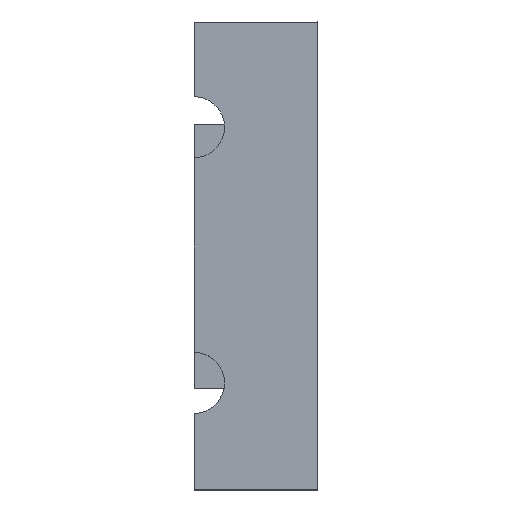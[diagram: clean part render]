
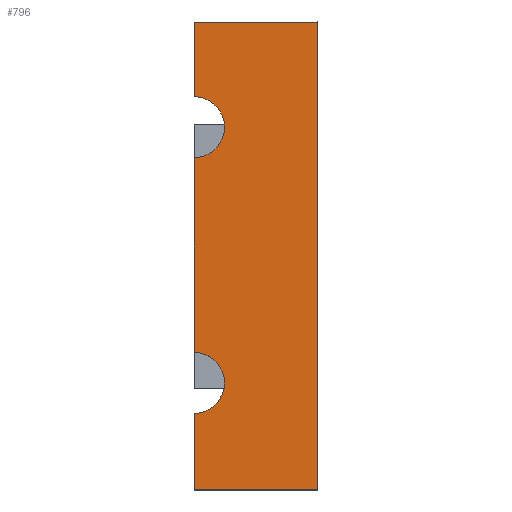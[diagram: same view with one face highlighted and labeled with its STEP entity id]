
A CAD part, top view. The second image highlights one B-rep face of the part: STEP entity #796.
In plain terms, the highlighted planar face has unit normal (0, 0, 1).
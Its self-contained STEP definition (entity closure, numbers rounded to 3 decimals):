
#44=FACE_OUTER_BOUND('',#85,.T.);
#85=EDGE_LOOP('',(#563,#564,#565,#566,#567,#568,#569,#570));
#132=CIRCLE('',#859,1.5);
#133=CIRCLE('',#861,1.5);
#158=LINE('',#1175,#248);
#169=LINE('',#1210,#259);
#170=LINE('',#1212,#260);
#171=LINE('',#1214,#261);
#172=LINE('',#1215,#262);
#173=LINE('',#1216,#263);
#248=VECTOR('',#941,10.);
#259=VECTOR('',#974,10.);
#260=VECTOR('',#975,10.);
#261=VECTOR('',#976,10.);
#262=VECTOR('',#977,10.);
#263=VECTOR('',#978,10.);
#341=VERTEX_POINT('',#1172);
#342=VERTEX_POINT('',#1174);
#352=VERTEX_POINT('',#1199);
#353=VERTEX_POINT('',#1201);
#354=VERTEX_POINT('',#1205);
#355=VERTEX_POINT('',#1209);
#356=VERTEX_POINT('',#1211);
#357=VERTEX_POINT('',#1213);
#421=EDGE_CURVE('',#342,#341,#158,.T.);
#434=EDGE_CURVE('',#353,#352,#132,.T.);
#437=EDGE_CURVE('',#341,#354,#133,.T.);
#438=EDGE_CURVE('',#352,#355,#169,.T.);
#439=EDGE_CURVE('',#355,#356,#170,.T.);
#440=EDGE_CURVE('',#356,#357,#171,.T.);
#441=EDGE_CURVE('',#357,#342,#172,.T.);
#442=EDGE_CURVE('',#354,#353,#173,.T.);
#563=ORIENTED_EDGE('',*,*,#438,.T.);
#564=ORIENTED_EDGE('',*,*,#439,.T.);
#565=ORIENTED_EDGE('',*,*,#440,.T.);
#566=ORIENTED_EDGE('',*,*,#441,.T.);
#567=ORIENTED_EDGE('',*,*,#421,.T.);
#568=ORIENTED_EDGE('',*,*,#437,.T.);
#569=ORIENTED_EDGE('',*,*,#442,.T.);
#570=ORIENTED_EDGE('',*,*,#434,.T.);
#765=PLANE('',#862);
#796=ADVANCED_FACE('',(#44),#765,.T.);
#859=AXIS2_PLACEMENT_3D('',#1202,#964,#965);
#861=AXIS2_PLACEMENT_3D('',#1207,#970,#971);
#862=AXIS2_PLACEMENT_3D('',#1208,#972,#973);
#941=DIRECTION('',(0.,-1.,0.));
#964=DIRECTION('center_axis',(0.,0.,
-1.));
#965=DIRECTION('ref_axis',(0.,1.,0.));
#970=DIRECTION('center_axis',(0.,0.,
-1.));
#971=DIRECTION('ref_axis',(0.,1.,0.));
#972=DIRECTION('center_axis',(0.,0.,
1.));
#973=DIRECTION('ref_axis',(0.,1.,0.));
#974=DIRECTION('',(0.,-1.,0.));
#975=DIRECTION('',(1.,0.,0.));
#976=DIRECTION('',(0.,1.,0.));
#977=DIRECTION('',(-1.,0.,0.));
#978=DIRECTION('',(0.,-1.,0.));
#1172=CARTESIAN_POINT('',(-0.241,108.765,-8.835));
#1174=CARTESIAN_POINT('',(-0.241,112.436,-8.835));
#1175=CARTESIAN_POINT('',(-0.241,112.436,-8.835));
#1199=CARTESIAN_POINT('',(-0.241,93.178,-8.835));
#1201=CARTESIAN_POINT('',(-0.241,96.178,-8.835));
#1202=CARTESIAN_POINT('Origin',(-0.241,94.678,-8.835));
#1205=CARTESIAN_POINT('',(-0.241,105.765,-8.835));
#1207=CARTESIAN_POINT('Origin',(-0.241,107.265,-8.835));
#1208=CARTESIAN_POINT('Origin',(2.809,100.936,-8.835));
#1209=CARTESIAN_POINT('',(-0.241,89.436,-8.835));
#1210=CARTESIAN_POINT('',(-0.241,109.765,-8.835));
#1211=CARTESIAN_POINT('',(5.859,89.436,-8.835));
#1212=CARTESIAN_POINT('',(-0.241,89.436,-8.835));
#1213=CARTESIAN_POINT('',(5.859,112.436,-8.835));
#1214=CARTESIAN_POINT('',(5.859,89.436,-8.835));
#1215=CARTESIAN_POINT('',(5.859,112.436,-8.835));
#1216=CARTESIAN_POINT('',(-0.241,109.765,-8.835));
